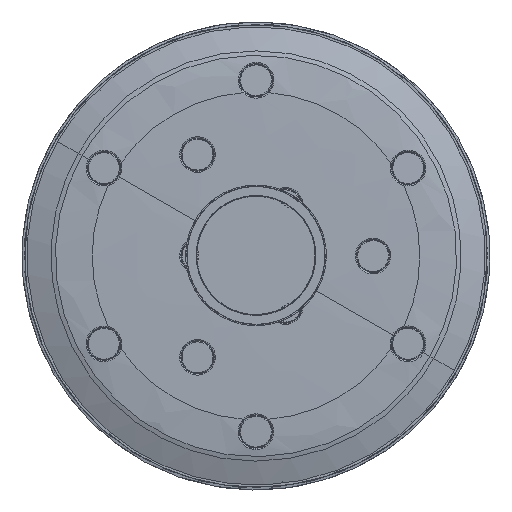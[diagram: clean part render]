
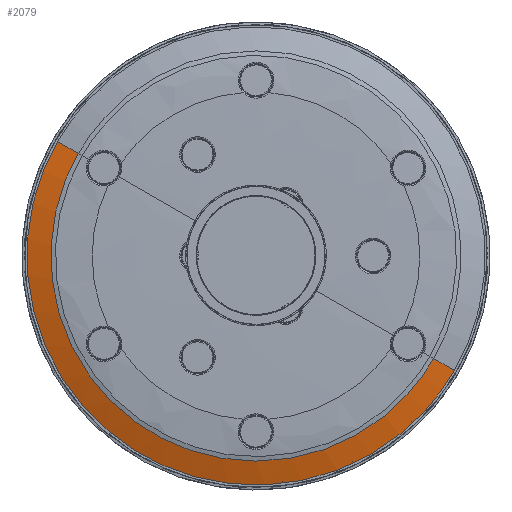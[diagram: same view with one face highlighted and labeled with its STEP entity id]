
A CAD part, top view. The second image highlights one B-rep face of the part: STEP entity #2079.
In plain terms, the highlighted free-form (B-spline) face has degree [2, 1] with [5, 2] control points.
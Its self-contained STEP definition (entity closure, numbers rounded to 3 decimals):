
#2079=ADVANCED_FACE('',(#4190),#37631,.T.);
#4190=FACE_OUTER_BOUND('',#6411,.T.);
#6411=EDGE_LOOP('',(#12467,#12468,#12469,#12470));
#12467=ORIENTED_EDGE('',*,*,#21876,.F.);
#12468=ORIENTED_EDGE('',*,*,#21881,.T.);
#12469=ORIENTED_EDGE('',*,*,#21879,.T.);
#12470=ORIENTED_EDGE('',*,*,#22379,.F.);
#21876=EDGE_CURVE('',#33946,#33947,#30267,.T.);
#21879=EDGE_CURVE('',#33948,#33949,#30270,.T.);
#21881=EDGE_CURVE('',#33946,#33948,#27137,.T.);
#22379=EDGE_CURVE('',#33947,#33949,#27292,.T.);
#27137=B_SPLINE_CURVE_WITH_KNOTS('',1,(#68657,#68658),.UNSPECIFIED.,.F.,
 .F.,(2,2),(465.181,519.534),.UNSPECIFIED.);
#27292=B_SPLINE_CURVE_WITH_KNOTS('',1,(#73644,#73645),.UNSPECIFIED.,.F.,
 .F.,(2,2),(465.181,519.534),.UNSPECIFIED.);
#30267=(
BOUNDED_CURVE()
B_SPLINE_CURVE(2,(#68634,#68635,#68636,#68637,#68638),.UNSPECIFIED.,.F.,
 .F.)
B_SPLINE_CURVE_WITH_KNOTS((3,2,3),(0.,688.462,1376.925),
 .UNSPECIFIED.)
CURVE()
GEOMETRIC_REPRESENTATION_ITEM()
RATIONAL_B_SPLINE_CURVE((1.,0.707,1.,0.707,1.))
REPRESENTATION_ITEM('')
);
#30270=(
BOUNDED_CURVE()
B_SPLINE_CURVE(2,(#68647,#68648,#68649,#68650,#68651),.UNSPECIFIED.,.F.,
 .F.)
B_SPLINE_CURVE_WITH_KNOTS((3,2,3),(0.,768.904,1537.807),
 .UNSPECIFIED.)
CURVE()
GEOMETRIC_REPRESENTATION_ITEM()
RATIONAL_B_SPLINE_CURVE((1.,0.707,1.,0.707,1.))
REPRESENTATION_ITEM('')
);
#33946=VERTEX_POINT('',#68124);
#33947=VERTEX_POINT('',#68125);
#33948=VERTEX_POINT('',#68126);
#33949=VERTEX_POINT('',#68127);
#37631=(
BOUNDED_SURFACE()
B_SPLINE_SURFACE(2,1,((#66109,#66110),(#66111,#66112),(#66113,#66114),(#66115,
#66116),(#66117,#66118)),.UNSPECIFIED.,.F.,.F.,.F.)
B_SPLINE_SURFACE_WITH_KNOTS((3,2,3),(2,2),(1697.247,2545.87,
3394.494),(0.,573.399),.UNSPECIFIED.)
GEOMETRIC_REPRESENTATION_ITEM()
RATIONAL_B_SPLINE_SURFACE(((1.,1.),(0.707,0.707),
(1.,1.),(0.707,0.707),(1.,1.)))
REPRESENTATION_ITEM('')
SURFACE()
);
#66109=CARTESIAN_POINT('',(-90.,0.,175.087));
#66110=CARTESIAN_POINT('',(377.871,-270.125,-17.049));
#66111=CARTESIAN_POINT('',(-90.,0.,175.087));
#66112=CARTESIAN_POINT('',(107.745,-737.996,-17.049));
#66113=CARTESIAN_POINT('',(-90.,0.,175.087));
#66114=CARTESIAN_POINT('',(-360.125,-467.871,-17.049));
#66115=CARTESIAN_POINT('',(-90.,0.,175.087));
#66116=CARTESIAN_POINT('',(-827.996,-197.745,-17.049));
#66117=CARTESIAN_POINT('',(-90.,0.,175.087));
#66118=CARTESIAN_POINT('',(-557.871,270.125,-17.049));
#68124=CARTESIAN_POINT('',(-469.569,219.144,19.213));
#68125=CARTESIAN_POINT('',(289.569,-219.144,19.213));
#68126=CARTESIAN_POINT('',(-513.919,244.75,1.));
#68127=CARTESIAN_POINT('',(333.919,-244.75,1.));
#68634=CARTESIAN_POINT('',(-469.569,219.144,19.213));
#68635=CARTESIAN_POINT('',(-688.714,-160.425,19.213));
#68636=CARTESIAN_POINT('',(-309.144,-379.569,19.213));
#68637=CARTESIAN_POINT('',(70.425,-598.714,19.213));
#68638=CARTESIAN_POINT('',(289.569,-219.144,19.213));
#68647=CARTESIAN_POINT('',(-513.919,244.75,1.));
#68648=CARTESIAN_POINT('',(-758.668,-179.169,1.));
#68649=CARTESIAN_POINT('',(-334.75,-423.919,1.));
#68650=CARTESIAN_POINT('',(89.169,-668.668,1.));
#68651=CARTESIAN_POINT('',(333.919,-244.75,1.));
#68657=CARTESIAN_POINT('',(-469.569,219.144,19.213));
#68658=CARTESIAN_POINT('',(-513.919,244.75,1.));
#73644=CARTESIAN_POINT('',(289.569,-219.144,19.213));
#73645=CARTESIAN_POINT('',(333.919,-244.75,1.));
